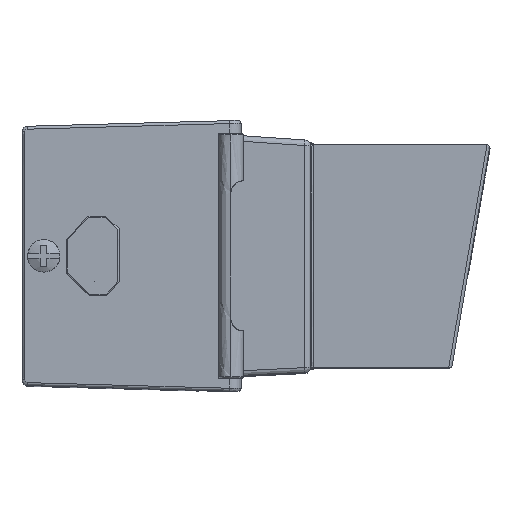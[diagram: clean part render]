
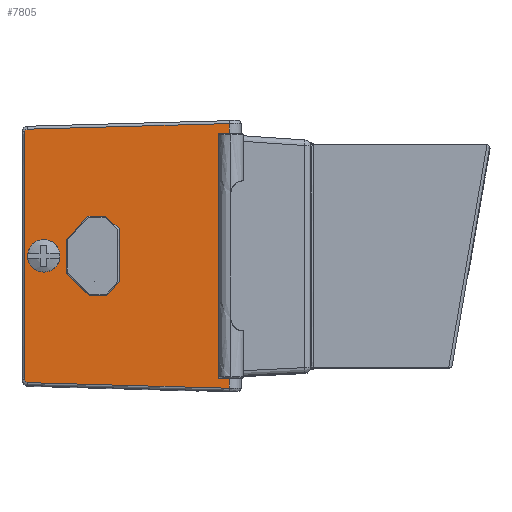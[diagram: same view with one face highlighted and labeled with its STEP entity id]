
A CAD part, top view. The second image highlights one B-rep face of the part: STEP entity #7805.
In plain terms, the highlighted free-form (B-spline) face has degree [1, 1] with [2, 2] control points.
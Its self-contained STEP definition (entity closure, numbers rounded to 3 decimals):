
#7131=CARTESIAN_POINT('',(17.2,20.8,44.));
#7132=VERTEX_POINT('',#7131);
#7139=CARTESIAN_POINT('',(15.3,20.8,44.));
#7140=VERTEX_POINT('',#7139);
#7141=CARTESIAN_POINT('',(17.2,20.8,44.));
#7142=CARTESIAN_POINT('',(15.3,20.8,44.));
#7143=B_SPLINE_CURVE_WITH_KNOTS('',1,(#7141,#7142),.POLYLINE_FORM.,.F.,.U.,(2,2),(0.,0.487),.UNSPECIFIED.);
#7144=EDGE_CURVE('',#7132,#7140,#7143,.T.);
#7175=CARTESIAN_POINT('',(15.3,-20.8,44.));
#7176=VERTEX_POINT('',#7175);
#7177=CARTESIAN_POINT('',(15.3,20.8,44.));
#7178=CARTESIAN_POINT('',(15.3,-20.8,44.));
#7179=B_SPLINE_CURVE_WITH_KNOTS('',1,(#7177,#7178),.POLYLINE_FORM.,.F.,.U.,(2,2),(0.,1.),.UNSPECIFIED.);
#7180=EDGE_CURVE('',#7140,#7176,#7179,.T.);
#7195=CARTESIAN_POINT('',(17.2,-20.8,44.));
#7196=VERTEX_POINT('',#7195);
#7197=CARTESIAN_POINT('',(15.3,-20.8,44.));
#7198=CARTESIAN_POINT('',(17.2,-20.8,44.));
#7199=B_SPLINE_CURVE_WITH_KNOTS('',1,(#7197,#7198),.POLYLINE_FORM.,.F.,.U.,(2,2),(0.513,1.),.UNSPECIFIED.);
#7200=EDGE_CURVE('',#7176,#7196,#7199,.T.);
#7511=CARTESIAN_POINT('',(17.2,22.478,44.));
#7512=VERTEX_POINT('',#7511);
#7520=CARTESIAN_POINT('',(-17.062,21.526,44.));
#7521=VERTEX_POINT('',#7520);
#7529=CARTESIAN_POINT('',(-17.062,21.526,44.));
#7530=CARTESIAN_POINT('',(17.2,22.478,44.));
#7531=B_SPLINE_CURVE_WITH_KNOTS('',1,(#7529,#7530),.POLYLINE_FORM.,.F.,.U.,(2,2),(0.056,1.),.UNSPECIFIED.);
#7532=EDGE_CURVE('',#7521,#7512,#7531,.T.);
#7667=CARTESIAN_POINT('',(17.2,22.478,44.));
#7668=CARTESIAN_POINT('',(17.2,20.8,44.));
#7669=B_SPLINE_CURVE_WITH_KNOTS('',1,(#7667,#7668),.POLYLINE_FORM.,.F.,.U.,(2,2),(0.954,0.989),.UNSPECIFIED.);
#7670=EDGE_CURVE('',#7512,#7132,#7669,.T.);
#7678=CARTESIAN_POINT('',(21.503,25.337,44.));
#7679=CARTESIAN_POINT('',(21.503,-25.337,44.));
#7680=CARTESIAN_POINT('',(-29.17,25.337,44.));
#7681=CARTESIAN_POINT('',(-29.17,-25.337,44.));
#7682=B_SPLINE_SURFACE_WITH_KNOTS('',1,1,((#7678,#7679),(#7680,#7681)),.PLANE_SURF.,.F.,.F.,.U.,(2,2),(2,2),(0.,1.),(0.,1.),.UNSPECIFIED.);
#7683=ORIENTED_EDGE('',*,*,#7200,.F.);
#7684=ORIENTED_EDGE('',*,*,#7180,.F.);
#7685=ORIENTED_EDGE('',*,*,#7144,.F.);
#7686=ORIENTED_EDGE('',*,*,#7670,.F.);
#7687=ORIENTED_EDGE('',*,*,#7532,.F.);
#7688=CARTESIAN_POINT('',(-17.5,21.076,44.));
#7689=VERTEX_POINT('',#7688);
#7690=CARTESIAN_POINT('',(-17.062,21.526,44.));
#7691=CARTESIAN_POINT('',(-17.5,21.514,44.));
#7692=CARTESIAN_POINT('',(-17.5,21.076,44.));
#7693=(BOUNDED_CURVE()B_SPLINE_CURVE(2,(#7690,#7691,#7692),.CIRCULAR_ARC.,.F.,.U.)B_SPLINE_CURVE_WITH_KNOTS((3,3),(0.,1.),.UNSPECIFIED.)CURVE()GEOMETRIC_REPRESENTATION_ITEM()RATIONAL_B_SPLINE_CURVE((1.,0.717,1.))REPRESENTATION_ITEM(''));
#7694=EDGE_CURVE('',#7521,#7689,#7693,.T.);
#7695=ORIENTED_EDGE('',*,*,#7694,.T.);
#7696=CARTESIAN_POINT('',(-17.5,-21.076,44.));
#7697=VERTEX_POINT('',#7696);
#7698=CARTESIAN_POINT('',(-17.5,21.076,44.));
#7699=CARTESIAN_POINT('',(-17.5,-21.076,44.));
#7700=B_SPLINE_CURVE_WITH_KNOTS('',1,(#7698,#7699),.POLYLINE_FORM.,.F.,.U.,(2,2),(0.,1.),.UNSPECIFIED.);
#7701=EDGE_CURVE('',#7689,#7697,#7700,.T.);
#7702=ORIENTED_EDGE('',*,*,#7701,.T.);
#7703=CARTESIAN_POINT('',(-17.062,-21.526,44.));
#7704=VERTEX_POINT('',#7703);
#7705=CARTESIAN_POINT('',(-17.5,-21.076,44.));
#7706=CARTESIAN_POINT('',(-17.5,-21.514,44.));
#7707=CARTESIAN_POINT('',(-17.062,-21.526,44.));
#7708=(BOUNDED_CURVE()B_SPLINE_CURVE(2,(#7705,#7706,#7707),.CIRCULAR_ARC.,.F.,.U.)B_SPLINE_CURVE_WITH_KNOTS((3,3),(0.,1.),.UNSPECIFIED.)CURVE()GEOMETRIC_REPRESENTATION_ITEM()RATIONAL_B_SPLINE_CURVE((1.,0.717,1.))REPRESENTATION_ITEM(''));
#7709=EDGE_CURVE('',#7697,#7704,#7708,.T.);
#7710=ORIENTED_EDGE('',*,*,#7709,.T.);
#7711=CARTESIAN_POINT('',(17.2,-22.478,44.));
#7712=VERTEX_POINT('',#7711);
#7713=CARTESIAN_POINT('',(-17.062,-21.526,44.));
#7714=CARTESIAN_POINT('',(17.2,-22.478,44.));
#7715=B_SPLINE_CURVE_WITH_KNOTS('',1,(#7713,#7714),.POLYLINE_FORM.,.F.,.U.,(2,2),(0.,0.944),.UNSPECIFIED.);
#7716=EDGE_CURVE('',#7704,#7712,#7715,.T.);
#7717=ORIENTED_EDGE('',*,*,#7716,.T.);
#7718=CARTESIAN_POINT('',(17.2,-22.478,44.));
#7719=CARTESIAN_POINT('',(17.2,-20.8,44.));
#7720=B_SPLINE_CURVE_WITH_KNOTS('',1,(#7718,#7719),.POLYLINE_FORM.,.F.,.U.,(2,2),(0.011,0.046),.UNSPECIFIED.);
#7721=EDGE_CURVE('',#7712,#7196,#7720,.T.);
#7722=ORIENTED_EDGE('',*,*,#7721,.T.);
#7723=EDGE_LOOP('',(#7683,#7684,#7685,#7686,#7687,#7695,#7702,#7710,#7717,#7722));
#7724=FACE_OUTER_BOUND('',#7723,.T.);
#7725=CARTESIAN_POINT('',(-14.3,2.75,44.));
#7726=VERTEX_POINT('',#7725);
#7727=CARTESIAN_POINT('',(-14.3,-2.75,44.));
#7728=VERTEX_POINT('',#7727);
#7729=CARTESIAN_POINT('',(-14.3,2.75,44.));
#7730=CARTESIAN_POINT('',(-11.55,2.75,44.));
#7731=CARTESIAN_POINT('',(-11.55,0.,44.));
#7732=CARTESIAN_POINT('',(-11.55,-2.75,44.));
#7733=CARTESIAN_POINT('',(-14.3,-2.75,44.));
#7734=(BOUNDED_CURVE()B_SPLINE_CURVE(2,(#7729,#7730,#7731,#7732,#7733),.CIRCULAR_ARC.,.F.,.U.)B_SPLINE_CURVE_WITH_KNOTS((3,2,3),(0.,0.25,0.5),.UNSPECIFIED.)CURVE()GEOMETRIC_REPRESENTATION_ITEM()RATIONAL_B_SPLINE_CURVE((1.,0.707,1.,0.707,1.))REPRESENTATION_ITEM(''));
#7735=EDGE_CURVE('',#7726,#7728,#7734,.T.);
#7736=ORIENTED_EDGE('',*,*,#7735,.T.);
#7737=CARTESIAN_POINT('',(-14.3,-2.75,44.));
#7738=CARTESIAN_POINT('',(-17.05,-2.75,44.));
#7739=CARTESIAN_POINT('',(-17.05,0.,44.));
#7740=CARTESIAN_POINT('',(-17.05,2.75,44.));
#7741=CARTESIAN_POINT('',(-14.3,2.75,44.));
#7742=(BOUNDED_CURVE()B_SPLINE_CURVE(2,(#7737,#7738,#7739,#7740,#7741),.CIRCULAR_ARC.,.F.,.U.)B_SPLINE_CURVE_WITH_KNOTS((3,2,3),(0.,0.5,1.),.UNSPECIFIED.)CURVE()GEOMETRIC_REPRESENTATION_ITEM()RATIONAL_B_SPLINE_CURVE((1.,0.707,1.,0.707,1.))REPRESENTATION_ITEM(''));
#7743=EDGE_CURVE('',#7728,#7726,#7742,.T.);
#7744=ORIENTED_EDGE('',*,*,#7743,.T.);
#7745=EDGE_LOOP('',(#7736,#7744));
#7746=FACE_BOUND('',#7745,.T.);
#7747=CARTESIAN_POINT('',(-10.5,-3.,44.));
#7748=VERTEX_POINT('',#7747);
#7749=CARTESIAN_POINT('',(-10.5,2.801,44.));
#7750=VERTEX_POINT('',#7749);
#7751=CARTESIAN_POINT('',(-10.5,-3.,44.));
#7752=CARTESIAN_POINT('',(-10.5,2.801,44.));
#7753=B_SPLINE_CURVE_WITH_KNOTS('',1,(#7751,#7752),.POLYLINE_FORM.,.F.,.U.,(2,2),(0.291,0.724),.UNSPECIFIED.);
#7754=EDGE_CURVE('',#7748,#7750,#7753,.T.);
#7755=ORIENTED_EDGE('',*,*,#7754,.T.);
#7756=CARTESIAN_POINT('',(-6.8,6.7,44.));
#7757=VERTEX_POINT('',#7756);
#7758=CARTESIAN_POINT('',(-10.5,2.801,44.));
#7759=CARTESIAN_POINT('',(-6.8,6.7,44.));
#7760=B_SPLINE_CURVE_WITH_KNOTS('',1,(#7758,#7759),.POLYLINE_FORM.,.F.,.U.,(2,2),(0.,1.),.UNSPECIFIED.);
#7761=EDGE_CURVE('',#7750,#7757,#7760,.T.);
#7762=ORIENTED_EDGE('',*,*,#7761,.T.);
#7763=CARTESIAN_POINT('',(-3.8,6.7,44.));
#7764=VERTEX_POINT('',#7763);
#7765=CARTESIAN_POINT('',(-6.8,6.7,44.));
#7766=CARTESIAN_POINT('',(-3.8,6.7,44.));
#7767=B_SPLINE_CURVE_WITH_KNOTS('',1,(#7765,#7766),.POLYLINE_FORM.,.F.,.U.,(2,2),(0.256,0.589),.UNSPECIFIED.);
#7768=EDGE_CURVE('',#7757,#7764,#7767,.T.);
#7769=ORIENTED_EDGE('',*,*,#7768,.T.);
#7770=CARTESIAN_POINT('',(-1.5,4.6,44.));
#7771=VERTEX_POINT('',#7770);
#7772=CARTESIAN_POINT('',(-3.8,6.7,44.));
#7773=CARTESIAN_POINT('',(-1.5,4.6,44.));
#7774=B_SPLINE_CURVE_WITH_KNOTS('',1,(#7772,#7773),.POLYLINE_FORM.,.F.,.U.,(2,2),(0.,1.),.UNSPECIFIED.);
#7775=EDGE_CURVE('',#7764,#7771,#7774,.T.);
#7776=ORIENTED_EDGE('',*,*,#7775,.T.);
#7777=CARTESIAN_POINT('',(-1.5,-4.4,44.));
#7778=VERTEX_POINT('',#7777);
#7779=CARTESIAN_POINT('',(-1.5,4.6,44.));
#7780=CARTESIAN_POINT('',(-1.5,-4.4,44.));
#7781=B_SPLINE_CURVE_WITH_KNOTS('',1,(#7779,#7780),.POLYLINE_FORM.,.F.,.U.,(2,2),(0.172,0.843),.UNSPECIFIED.);
#7782=EDGE_CURVE('',#7771,#7778,#7781,.T.);
#7783=ORIENTED_EDGE('',*,*,#7782,.T.);
#7784=CARTESIAN_POINT('',(-3.6,-6.7,44.));
#7785=VERTEX_POINT('',#7784);
#7786=CARTESIAN_POINT('',(-1.5,-4.4,44.));
#7787=CARTESIAN_POINT('',(-3.6,-6.7,44.));
#7788=B_SPLINE_CURVE_WITH_KNOTS('',1,(#7786,#7787),.POLYLINE_FORM.,.F.,.U.,(2,2),(0.,1.),.UNSPECIFIED.);
#7789=EDGE_CURVE('',#7778,#7785,#7788,.T.);
#7790=ORIENTED_EDGE('',*,*,#7789,.T.);
#7791=CARTESIAN_POINT('',(-6.601,-6.7,44.));
#7792=VERTEX_POINT('',#7791);
#7793=CARTESIAN_POINT('',(-3.6,-6.7,44.));
#7794=CARTESIAN_POINT('',(-6.601,-6.7,44.));
#7795=B_SPLINE_CURVE_WITH_KNOTS('',1,(#7793,#7794),.POLYLINE_FORM.,.F.,.U.,(2,2),(0.433,0.767),.UNSPECIFIED.);
#7796=EDGE_CURVE('',#7785,#7792,#7795,.T.);
#7797=ORIENTED_EDGE('',*,*,#7796,.T.);
#7798=CARTESIAN_POINT('',(-6.601,-6.7,44.));
#7799=CARTESIAN_POINT('',(-10.5,-3.,44.));
#7800=B_SPLINE_CURVE_WITH_KNOTS('',1,(#7798,#7799),.POLYLINE_FORM.,.F.,.U.,(2,2),(0.,1.),.UNSPECIFIED.);
#7801=EDGE_CURVE('',#7792,#7748,#7800,.T.);
#7802=ORIENTED_EDGE('',*,*,#7801,.T.);
#7803=EDGE_LOOP('',(#7755,#7762,#7769,#7776,#7783,#7790,#7797,#7802));
#7804=FACE_BOUND('',#7803,.T.);
#7805=ADVANCED_FACE('',(#7724,#7746,#7804),#7682,.T.);
